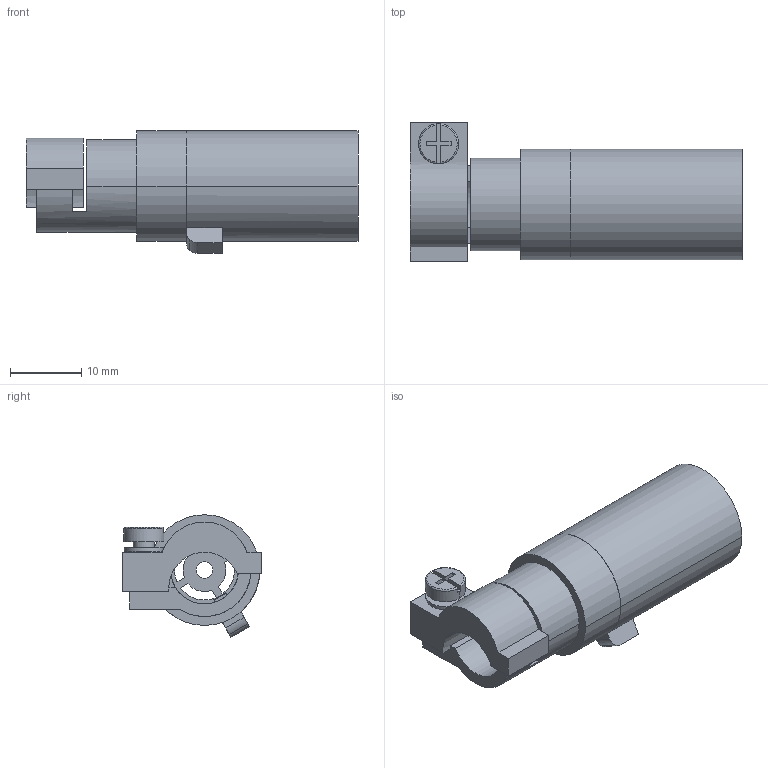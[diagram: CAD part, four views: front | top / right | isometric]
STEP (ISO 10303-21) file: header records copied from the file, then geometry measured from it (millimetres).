
FILE_DESCRIPTION((''),'2;1');
FILE_NAME('CX 01 BM.stp','2006-12-08T08:07:54',('gembarski'),(''),'Autodesk Inventor 7','Autodesk Inventor 7','');
FILE_SCHEMA(('AUTOMOTIVE_DESIGN { 1 0 10303 214 1 1 1 1 }'));
Length unit declared in the file: millimetre
Products named in the file (1): CX 01 BM
Bounding box: 46.5 x 19.5 x 17.16 mm (x, y, z)
Volume: 4633.3 mm3; surface area: 4947.2 mm2
Topology: 1 solids, 1 shells, 106 faces, 289 edges, 192 vertices
Faces by surface type: plane 61, cylinder 37, torus 4, cone 2, bspline 2
Entity records: 3506 total; most frequent: CARTESIAN_POINT 672, DIRECTION 603, ORIENTED_EDGE 578, EDGE_CURVE 289, AXIS2_PLACEMENT_3D 215, VERTEX_POINT 192, VECTOR 173, LINE 173
